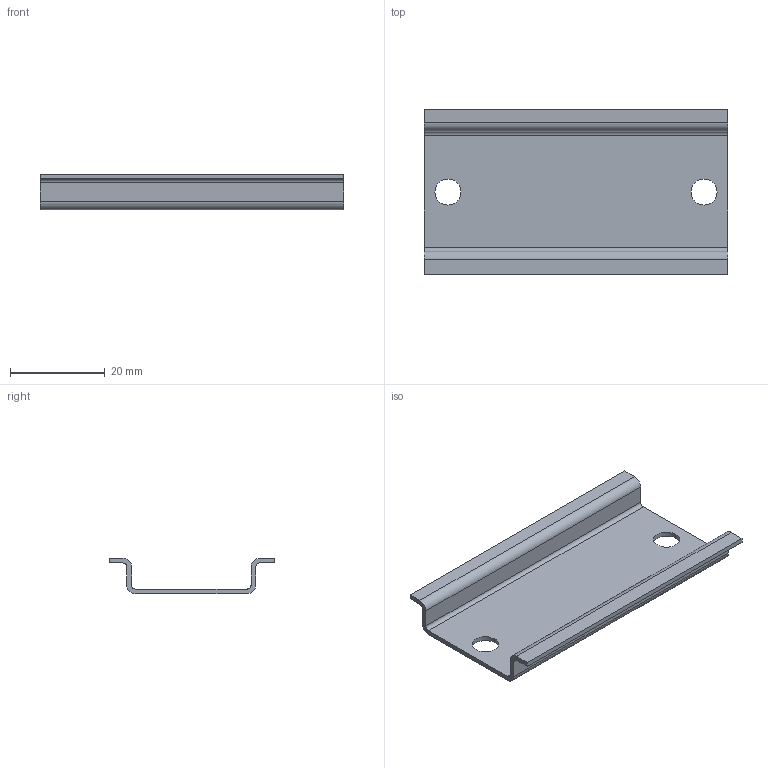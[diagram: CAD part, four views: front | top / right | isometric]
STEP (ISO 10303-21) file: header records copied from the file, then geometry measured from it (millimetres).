
FILE_DESCRIPTION(('CATIA V5 STEP Exchange','CAx-IF Rec.Pracs.--- Model Styling and Organization---1.4--- 2014-01-23'),'2;1');
FILE_NAME ('105818-3_1_8000037564_8000037564.stp','2019-10-08T06:09:40+00:00',('none'),('Weidmueller'),'CATIA Version 5-6 Release 2016 SP3 HF44','CATIA V5 STEP AP214','none');
FILE_SCHEMA(('AUTOMOTIVE_DESIGN { 1 0 10303 214 1 1 1 1 }'));
Length unit declared in the file: millimetre
Products named in the file (1): 8000037564_TS 35 64 K4 VER
Bounding box: 64 x 35 x 7.5 mm (x, y, z)
Volume: 2881.6 mm3; surface area: 6017.4 mm2
Topology: 1 solids, 1 shells, 26 faces, 76 edges, 52 vertices
Faces by surface type: plane 14, cylinder 12
Entity records: 861 total; most frequent: ORIENTED_EDGE 152, CARTESIAN_POINT 151, DIRECTION 120, EDGE_CURVE 76, VERTEX_POINT 52, AXIS2_PLACEMENT_3D 51, VECTOR 48, LINE 48
